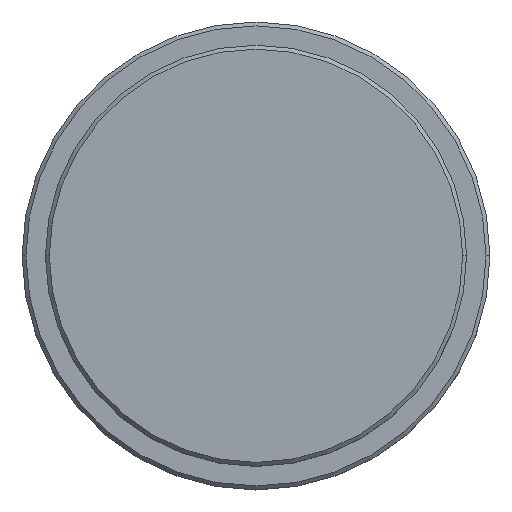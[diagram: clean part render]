
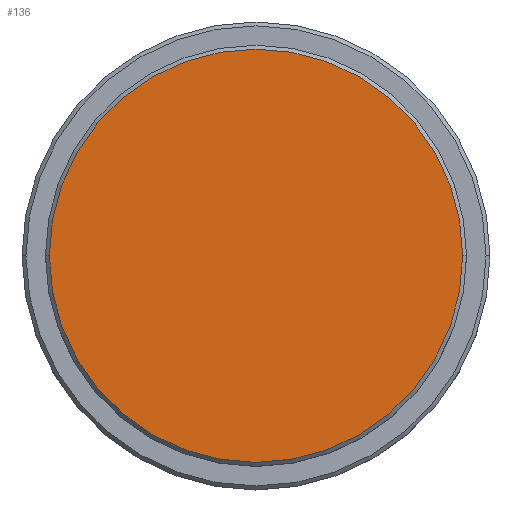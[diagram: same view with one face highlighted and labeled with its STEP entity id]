
A CAD part, top view. The second image highlights one B-rep face of the part: STEP entity #136.
In plain terms, the highlighted planar face has unit normal (0, 0, 1).
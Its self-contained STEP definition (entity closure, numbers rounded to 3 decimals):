
#75 = AXIS2_PLACEMENT_3D ( 'NONE', #833, #1260, #555 ) ;
#85 = EDGE_LOOP ( 'NONE', ( #645, #754 ) ) ;
#136 = ADVANCED_FACE ( 'NONE', ( #1090 ), #1191, .T. ) ;
#238 = CIRCLE ( 'NONE', #1042, 26.5 ) ;
#317 = DIRECTION ( 'NONE',  ( 0., 0., 1. ) ) ;
#395 = CARTESIAN_POINT ( 'NONE',  ( 26.5, 0., 0. ) ) ;
#432 = VERTEX_POINT ( 'NONE', #1332 ) ;
#524 = CARTESIAN_POINT ( 'NONE',  ( 0., 0., 0. ) ) ;
#555 = DIRECTION ( 'NONE',  ( 1., 0., 0. ) ) ;
#557 = CIRCLE ( 'NONE', #1314, 26.5 ) ;
#618 = DIRECTION ( 'NONE',  ( 1., 0., 0. ) ) ;
#645 = ORIENTED_EDGE ( 'NONE', *, *, #830, .T. ) ;
#701 = DIRECTION ( 'NONE',  ( 0., 0., 1. ) ) ;
#754 = ORIENTED_EDGE ( 'NONE', *, *, #1154, .T. ) ;
#802 = VERTEX_POINT ( 'NONE', #395 ) ;
#830 = EDGE_CURVE ( 'NONE', #432, #802, #238, .T. ) ;
#833 = CARTESIAN_POINT ( 'NONE',  ( 0., 0., 0. ) ) ;
#1042 = AXIS2_PLACEMENT_3D ( 'NONE', #524, #701, #618 ) ;
#1063 = CARTESIAN_POINT ( 'NONE',  ( 0., 0., 0. ) ) ;
#1090 = FACE_OUTER_BOUND ( 'NONE', #85, .T. ) ;
#1154 = EDGE_CURVE ( 'NONE', #802, #432, #557, .T. ) ;
#1185 = DIRECTION ( 'NONE',  ( 1., 0., 0. ) ) ;
#1191 = PLANE ( 'NONE',  #75 ) ;
#1260 = DIRECTION ( 'NONE',  ( 0., 0., 1. ) ) ;
#1314 = AXIS2_PLACEMENT_3D ( 'NONE', #1063, #317, #1185 ) ;
#1332 = CARTESIAN_POINT ( 'NONE',  ( -26.5, 0., 0. ) ) ;
